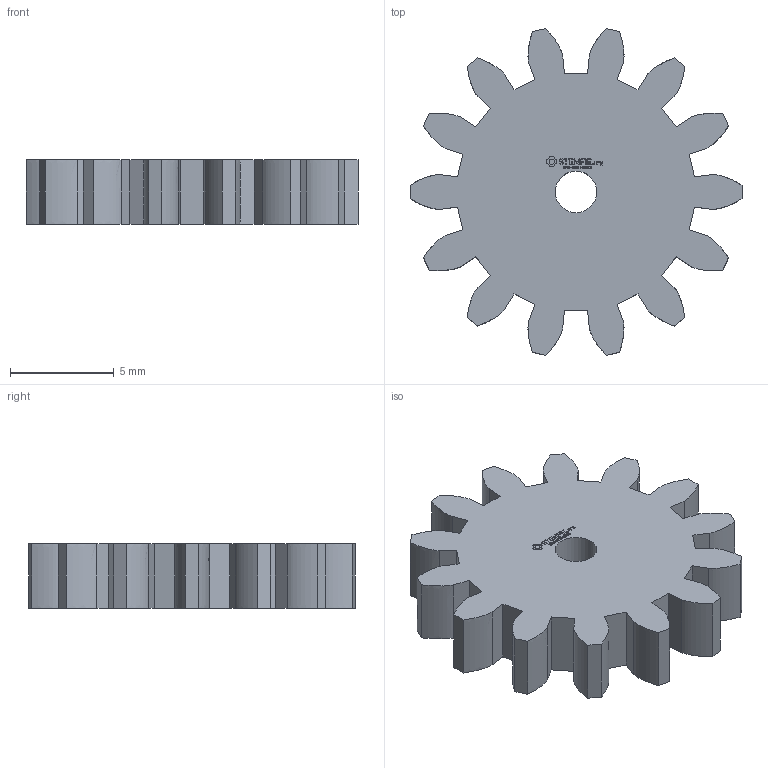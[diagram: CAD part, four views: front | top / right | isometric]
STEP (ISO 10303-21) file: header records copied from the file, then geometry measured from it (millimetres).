
FILE_DESCRIPTION(('FreeCAD Model'),'2;1');
FILE_NAME('Open CASCADE Shape Model','2024-03-09T17:14:59',(''),(''), 'Open CASCADE STEP processor 7.6','FreeCAD','Unknown');
FILE_SCHEMA(('AUTOMOTIVE_DESIGN { 1 0 10303 214 1 1 1 1 }'));
Length unit declared in the file: millimetre
Products named in the file (1): Gear Wheel PLN TTH14 BU00.25 SFT2.0mm - SPN-GWH-0033 (stemfie.org)
Bounding box: 15.99 x 15.73 x 3.12 mm (x, y, z)
Volume: 452.2 mm3; surface area: 597.5 mm2
Topology: 1 solids, 1 shells, 587 faces, 1665 edges, 1110 vertices
Faces by surface type: plane 320, extrusion 266, cylinder 1
Full cylindrical faces by diameter (mm): 2 x1
Entity records: 43896 total; most frequent: CARTESIAN_POINT 11753, DIRECTION 4843, VECTOR 4193, LINE 3927, ORIENTED_EDGE 3330, PCURVE 3330, DEFINITIONAL_REPRESENTATION 3330, EDGE_CURVE 1665
